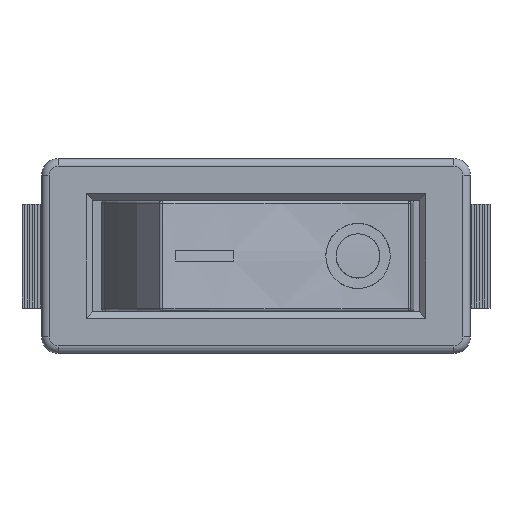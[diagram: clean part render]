
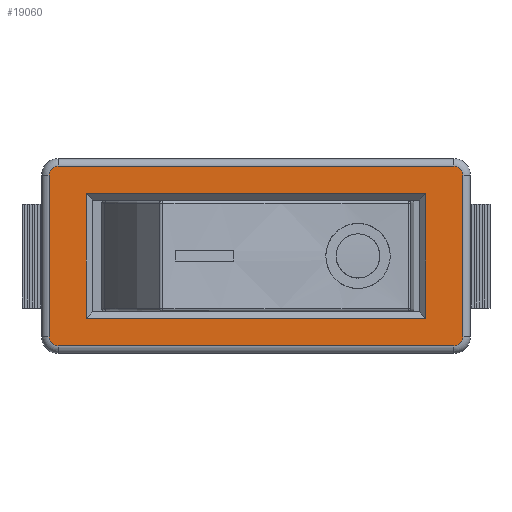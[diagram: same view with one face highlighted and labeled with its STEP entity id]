
A CAD part, top view. The second image highlights one B-rep face of the part: STEP entity #19060.
In plain terms, the highlighted planar face has unit normal (0, 0, 1).
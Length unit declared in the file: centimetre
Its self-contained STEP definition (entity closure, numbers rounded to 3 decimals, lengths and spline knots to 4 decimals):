
#1053=FACE_BOUND('',#3835,.T.);
#1691=PLANE('',#19952);
#2707=FACE_OUTER_BOUND('',#3834,.T.);
#3834=EDGE_LOOP('',(#17807,#17808,#17809,#17810,#17811,#17812,#17813,#17814));
#3835=EDGE_LOOP('',(#17815,#17816,#17817,#17818));
#4024=CIRCLE('',#19953,0.07);
#4025=CIRCLE('',#19954,0.07);
#4026=CIRCLE('',#19955,0.07);
#4027=CIRCLE('',#19956,0.07);
#5954=LINE('',#34914,#7906);
#5958=LINE('',#34921,#7910);
#5961=LINE('',#34927,#7913);
#5963=LINE('',#34930,#7915);
#5969=LINE('',#34944,#7921);
#5970=LINE('',#34948,#7922);
#5971=LINE('',#34952,#7923);
#5972=LINE('',#34956,#7924);
#7906=VECTOR('',#23604,1.);
#7910=VECTOR('',#23610,1.);
#7913=VECTOR('',#23615,1.);
#7915=VECTOR('',#23619,1.);
#7921=VECTOR('',#23631,1.);
#7922=VECTOR('',#23634,1.);
#7923=VECTOR('',#23637,1.);
#7924=VECTOR('',#23640,1.);
#9721=VERTEX_POINT('',#34911);
#9722=VERTEX_POINT('',#34913);
#9724=VERTEX_POINT('',#34919);
#9726=VERTEX_POINT('',#34925);
#9730=VERTEX_POINT('',#34942);
#9731=VERTEX_POINT('',#34943);
#9732=VERTEX_POINT('',#34945);
#9733=VERTEX_POINT('',#34947);
#9734=VERTEX_POINT('',#34949);
#9735=VERTEX_POINT('',#34951);
#9736=VERTEX_POINT('',#34953);
#9737=VERTEX_POINT('',#34955);
#12438=EDGE_CURVE('',#9721,#9722,#5954,.T.);
#12442=EDGE_CURVE('',#9724,#9721,#5958,.T.);
#12445=EDGE_CURVE('',#9726,#9724,#5961,.T.);
#12447=EDGE_CURVE('',#9722,#9726,#5963,.T.);
#12453=EDGE_CURVE('',#9730,#9731,#5969,.T.);
#12454=EDGE_CURVE('',#9732,#9730,#4024,.T.);
#12455=EDGE_CURVE('',#9733,#9732,#5970,.T.);
#12456=EDGE_CURVE('',#9734,#9733,#4025,.T.);
#12457=EDGE_CURVE('',#9735,#9734,#5971,.T.);
#12458=EDGE_CURVE('',#9736,#9735,#4026,.T.);
#12459=EDGE_CURVE('',#9737,#9736,#5972,.T.);
#12460=EDGE_CURVE('',#9731,#9737,#4027,.T.);
#17807=ORIENTED_EDGE('',*,*,#12453,.F.);
#17808=ORIENTED_EDGE('',*,*,#12454,.F.);
#17809=ORIENTED_EDGE('',*,*,#12455,.F.);
#17810=ORIENTED_EDGE('',*,*,#12456,.F.);
#17811=ORIENTED_EDGE('',*,*,#12457,.F.);
#17812=ORIENTED_EDGE('',*,*,#12458,.F.);
#17813=ORIENTED_EDGE('',*,*,#12459,.F.);
#17814=ORIENTED_EDGE('',*,*,#12460,.F.);
#17815=ORIENTED_EDGE('',*,*,#12438,.F.);
#17816=ORIENTED_EDGE('',*,*,#12442,.F.);
#17817=ORIENTED_EDGE('',*,*,#12445,.F.);
#17818=ORIENTED_EDGE('',*,*,#12447,.F.);
#19060=ADVANCED_FACE('',(#2707,#1053),#1691,.T.);
#19952=AXIS2_PLACEMENT_3D('',#34941,#23629,#23630);
#19953=AXIS2_PLACEMENT_3D('',#34946,#23632,#23633);
#19954=AXIS2_PLACEMENT_3D('',#34950,#23635,#23636);
#19955=AXIS2_PLACEMENT_3D('',#34954,#23638,#23639);
#19956=AXIS2_PLACEMENT_3D('',#34957,#23641,#23642);
#23604=DIRECTION('',(1.,0.,0.));
#23610=DIRECTION('',(0.,-1.,0.));
#23615=DIRECTION('',(-1.,0.,0.));
#23619=DIRECTION('',(0.,1.,0.));
#23629=DIRECTION('center_axis',(0.,0.,
1.));
#23630=DIRECTION('ref_axis',(1.,0.,0.));
#23631=DIRECTION('',(0.,1.,0.));
#23632=DIRECTION('center_axis',(0.,0.,
-1.));
#23633=DIRECTION('ref_axis',(-0.707,-0.707,0.));
#23634=DIRECTION('',(-1.,0.,0.));
#23635=DIRECTION('center_axis',(0.,0.,
-1.));
#23636=DIRECTION('ref_axis',(0.707,-0.707,0.));
#23637=DIRECTION('',(0.,-1.,0.));
#23638=DIRECTION('center_axis',(0.,0.,
-1.));
#23639=DIRECTION('ref_axis',(0.707,0.707,0.));
#23640=DIRECTION('',(1.,0.,0.));
#23641=DIRECTION('center_axis',(0.,0.,
-1.));
#23642=DIRECTION('ref_axis',(-0.707,0.707,0.));
#34911=CARTESIAN_POINT('',(-1.305,-0.48,1.9));
#34913=CARTESIAN_POINT('',(1.305,-0.48,1.9));
#34914=CARTESIAN_POINT('',(0.6775,-0.48,1.9));
#34919=CARTESIAN_POINT('',(-1.305,0.48,1.9));
#34921=CARTESIAN_POINT('',(-1.305,-0.265,1.9));
#34925=CARTESIAN_POINT('',(1.305,0.48,1.9));
#34927=CARTESIAN_POINT('',(-0.6775,0.48,1.9));
#34930=CARTESIAN_POINT('',(1.305,0.265,1.9));
#34941=CARTESIAN_POINT('Origin',(0.,0.,
1.9));
#34942=CARTESIAN_POINT('',(-1.59,-0.62,1.9));
#34943=CARTESIAN_POINT('',(-1.59,0.62,1.9));
#34944=CARTESIAN_POINT('',(-1.59,-0.31,1.9));
#34945=CARTESIAN_POINT('',(-1.52,-0.69,1.9));
#34946=CARTESIAN_POINT('Origin',(-1.52,-0.62,1.9));
#34947=CARTESIAN_POINT('',(1.52,-0.69,1.9));
#34948=CARTESIAN_POINT('',(0.76,-0.69,1.9));
#34949=CARTESIAN_POINT('',(1.59,-0.62,1.9));
#34950=CARTESIAN_POINT('Origin',(1.52,-0.62,1.9));
#34951=CARTESIAN_POINT('',(1.59,0.62,1.9));
#34952=CARTESIAN_POINT('',(1.59,0.31,1.9));
#34953=CARTESIAN_POINT('',(1.52,0.69,1.9));
#34954=CARTESIAN_POINT('Origin',(1.52,0.62,1.9));
#34955=CARTESIAN_POINT('',(-1.52,0.69,1.9));
#34956=CARTESIAN_POINT('',(-0.76,0.69,1.9));
#34957=CARTESIAN_POINT('Origin',(-1.52,0.62,1.9));
